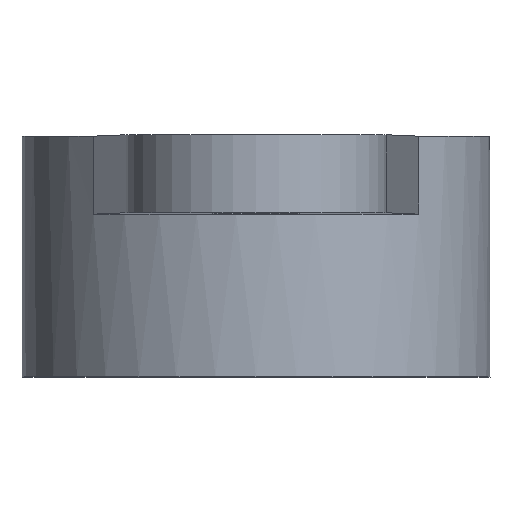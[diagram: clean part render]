
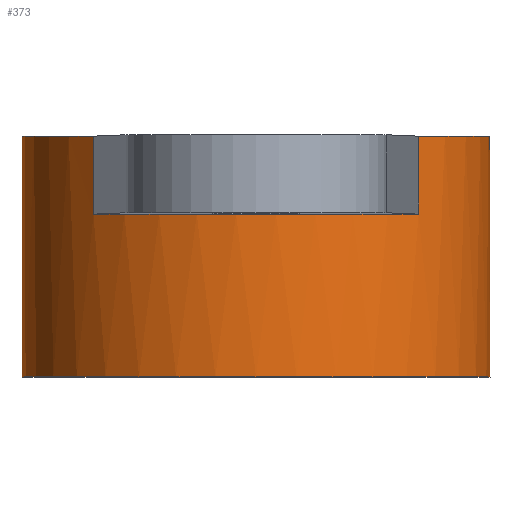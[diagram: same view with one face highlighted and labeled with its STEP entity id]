
A CAD part, top view. The second image highlights one B-rep face of the part: STEP entity #373.
In plain terms, the highlighted cylindrical face has radius 3.6 mm (diameter 7.2 mm), a full revolution.
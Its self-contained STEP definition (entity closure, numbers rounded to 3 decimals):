
#53=FACE_OUTER_BOUND('',#76,.T.);
#76=EDGE_LOOP('',(#299,#300,#301,#302,#303,#304,#305,#306));
#108=LINE('',#625,#132);
#109=LINE('',#631,#133);
#110=LINE('',#634,#134);
#132=VECTOR('',#519,10.);
#133=VECTOR('',#526,3.6);
#134=VECTOR('',#529,10.);
#150=CIRCLE('',#405,3.6);
#164=CIRCLE('',#428,3.6);
#165=CIRCLE('',#429,3.6);
#166=CIRCLE('',#430,3.6);
#175=VERTEX_POINT('',#575);
#190=VERTEX_POINT('',#619);
#192=VERTEX_POINT('',#623);
#193=VERTEX_POINT('',#627);
#194=VERTEX_POINT('',#629);
#195=VERTEX_POINT('',#632);
#210=EDGE_CURVE('',#175,#175,#150,.T.);
#234=EDGE_CURVE('',#190,#192,#108,.T.);
#235=EDGE_CURVE('',#190,#193,#164,.T.);
#236=EDGE_CURVE('',#194,#192,#165,.T.);
#237=EDGE_CURVE('',#194,#175,#109,.T.);
#238=EDGE_CURVE('',#195,#194,#166,.T.);
#239=EDGE_CURVE('',#193,#195,#110,.T.);
#299=ORIENTED_EDGE('',*,*,#235,.F.);
#300=ORIENTED_EDGE('',*,*,#234,.T.);
#301=ORIENTED_EDGE('',*,*,#236,.F.);
#302=ORIENTED_EDGE('',*,*,#237,.T.);
#303=ORIENTED_EDGE('',*,*,#210,.F.);
#304=ORIENTED_EDGE('',*,*,#237,.F.);
#305=ORIENTED_EDGE('',*,*,#238,.F.);
#306=ORIENTED_EDGE('',*,*,#239,.F.);
#358=CYLINDRICAL_SURFACE('',#427,3.6);
#373=ADVANCED_FACE('',(#53),#358,.T.);
#405=AXIS2_PLACEMENT_3D('',#576,#465,#466);
#427=AXIS2_PLACEMENT_3D('',#626,#520,#521);
#428=AXIS2_PLACEMENT_3D('',#628,#522,#523);
#429=AXIS2_PLACEMENT_3D('',#630,#524,#525);
#430=AXIS2_PLACEMENT_3D('',#633,#527,#528);
#465=DIRECTION('center_axis',(0.,-1.,0.));
#466=DIRECTION('ref_axis',(1.,0.,0.));
#519=DIRECTION('',(0.,1.,0.));
#520=DIRECTION('center_axis',(0.,1.,0.));
#521=DIRECTION('ref_axis',(1.,0.,0.));
#522=DIRECTION('center_axis',(0.,1.,0.));
#523=DIRECTION('ref_axis',(1.,0.,0.));
#524=DIRECTION('center_axis',(0.,1.,0.));
#525=DIRECTION('ref_axis',(1.,0.,0.));
#526=DIRECTION('',(0.,-1.,0.));
#527=DIRECTION('center_axis',(0.,1.,0.));
#528=DIRECTION('ref_axis',(1.,0.,0.));
#529=DIRECTION('',(0.,1.,0.));
#575=CARTESIAN_POINT('',(-3.6,-2.5,0.));
#576=CARTESIAN_POINT('Origin',(0.,-2.5,0.));
#619=CARTESIAN_POINT('',(-2.5,0.,2.59));
#623=CARTESIAN_POINT('',(-2.5,1.2,2.59));
#625=CARTESIAN_POINT('',(-2.5,0.,2.59));
#626=CARTESIAN_POINT('Origin',(0.,0.,0.));
#627=CARTESIAN_POINT('',(2.5,0.,2.59));
#628=CARTESIAN_POINT('Origin',(0.,0.,0.));
#629=CARTESIAN_POINT('',(-3.6,1.2,0.));
#630=CARTESIAN_POINT('Origin',(0.,1.2,0.));
#631=CARTESIAN_POINT('',(-3.6,0.,0.));
#632=CARTESIAN_POINT('',(2.5,1.2,2.59));
#633=CARTESIAN_POINT('Origin',(0.,1.2,0.));
#634=CARTESIAN_POINT('',(2.5,0.,2.59));
